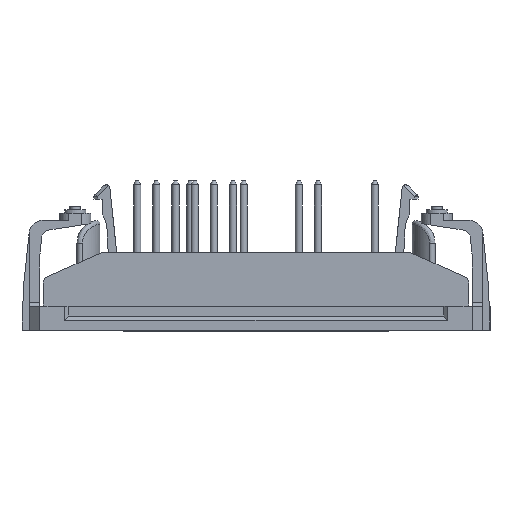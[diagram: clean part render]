
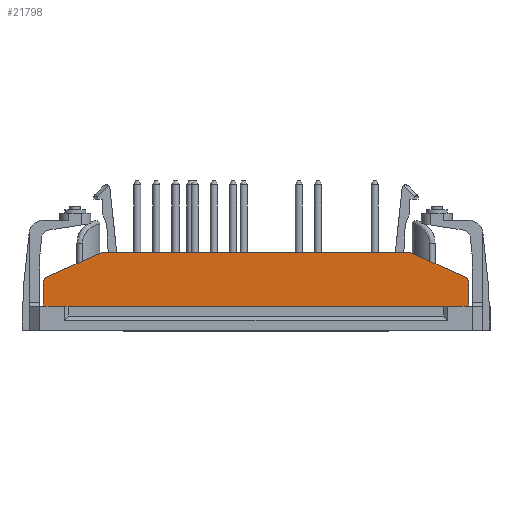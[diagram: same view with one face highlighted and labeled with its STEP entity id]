
A CAD part, front view. The second image highlights one B-rep face of the part: STEP entity #21798.
In plain terms, the highlighted planar face has unit normal (0, -1, 0).
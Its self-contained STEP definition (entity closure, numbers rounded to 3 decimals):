
#262=LINE('',#27272,#2040);
#289=LINE('',#27374,#2067);
#1636=LINE('',#31462,#3414);
#1794=LINE('',#32352,#3572);
#1812=LINE('',#32392,#3590);
#1985=LINE('',#33202,#3763);
#2040=VECTOR('',#23066,1000.);
#2067=VECTOR('',#23115,1000.);
#3414=VECTOR('',#26076,1000.);
#3572=VECTOR('',#26432,1000.);
#3590=VECTOR('',#26474,1000.);
#3763=VECTOR('',#27093,1000.);
#7525=ORIENTED_EDGE('',*,*,#9847,.F.);
#7526=ORIENTED_EDGE('',*,*,#10071,.F.);
#7527=ORIENTED_EDGE('',*,*,#8049,.F.);
#7528=ORIENTED_EDGE('',*,*,#9628,.F.);
#7529=ORIENTED_EDGE('',*,*,#8082,.F.);
#7530=ORIENTED_EDGE('',*,*,#10075,.F.);
#7531=ORIENTED_EDGE('',*,*,#9827,.F.);
#7532=ORIENTED_EDGE('',*,*,#10093,.F.);
#8049=EDGE_CURVE('',#10159,#10160,#262,.T.);
#8082=EDGE_CURVE('',#10189,#10190,#289,.T.);
#9628=EDGE_CURVE('',#10190,#10159,#1636,.T.);
#9827=EDGE_CURVE('',#11430,#11431,#1794,.T.);
#9847=EDGE_CURVE('',#11439,#11440,#1812,.T.);
#10071=EDGE_CURVE('',#10160,#11439,#11837,.T.);
#10075=EDGE_CURVE('',#11431,#10189,#11840,.T.);
#10093=EDGE_CURVE('',#11440,#11430,#1985,.T.);
#10159=VERTEX_POINT('',#27273);
#10160=VERTEX_POINT('',#27274);
#10189=VERTEX_POINT('',#27373);
#10190=VERTEX_POINT('',#27375);
#11430=VERTEX_POINT('',#32353);
#11431=VERTEX_POINT('',#32354);
#11439=VERTEX_POINT('',#32391);
#11440=VERTEX_POINT('',#32393);
#11837=CIRCLE('',#22949,1.);
#11840=CIRCLE('',#22962,1.);
#12848=EDGE_LOOP('',(#7525,#7526,#7527,#7528,#7529,#7530,#7531,#7532));
#13950=FACE_BOUND('',#12848,.T.);
#14745=PLANE('',#22987);
#21798=ADVANCED_FACE('',(#13950),#14745,.F.);
#22949=AXIS2_PLACEMENT_3D('',#33146,#27003,#27004);
#22962=AXIS2_PLACEMENT_3D('',#33160,#27030,#27031);
#22987=AXIS2_PLACEMENT_3D('',#33206,#27099,#27100);
#23066=DIRECTION('',(0.914,0.,-0.406));
#23115=DIRECTION('',(0.914,0.,0.406));
#26076=DIRECTION('',(1.,0.,0.));
#26432=DIRECTION('',(0.,0.,1.));
#26474=DIRECTION('',(0.,0.,-1.));
#27003=DIRECTION('',(0.,1.,0.));
#27004=DIRECTION('',(-1.,0.,0.));
#27030=DIRECTION('',(0.,1.,0.));
#27031=DIRECTION('',(-1.,0.,0.));
#27093=DIRECTION('',(-1.,0.,0.));
#27099=DIRECTION('',(0.,1.,0.));
#27100=DIRECTION('',(-1.,0.,0.));
#27272=CARTESIAN_POINT('',(-13.756,-14.5,26.736));
#27273=CARTESIAN_POINT('',(21.65,-14.5,11.));
#27274=CARTESIAN_POINT('',(29.406,-14.5,7.553));
#27373=CARTESIAN_POINT('',(-29.406,-14.5,7.553));
#27374=CARTESIAN_POINT('',(-20.898,-14.5,11.334));
#27375=CARTESIAN_POINT('',(-21.65,-14.5,11.));
#31462=CARTESIAN_POINT('',(-20.75,-14.5,11.));
#32352=CARTESIAN_POINT('',(-30.,-14.5,7.289));
#32353=CARTESIAN_POINT('',(-30.,-14.5,3.4));
#32354=CARTESIAN_POINT('',(-30.,-14.5,6.639));
#32391=CARTESIAN_POINT('',(30.,-14.5,6.639));
#32392=CARTESIAN_POINT('',(30.,-14.5,3.4));
#32393=CARTESIAN_POINT('',(30.,-14.5,3.4));
#33146=CARTESIAN_POINT('',(29.,-14.5,6.639));
#33160=CARTESIAN_POINT('',(-29.,-14.5,6.639));
#33202=CARTESIAN_POINT('',(-32.,-14.5,3.4));
#33206=CARTESIAN_POINT('',(-20.75,-14.5,11.));
